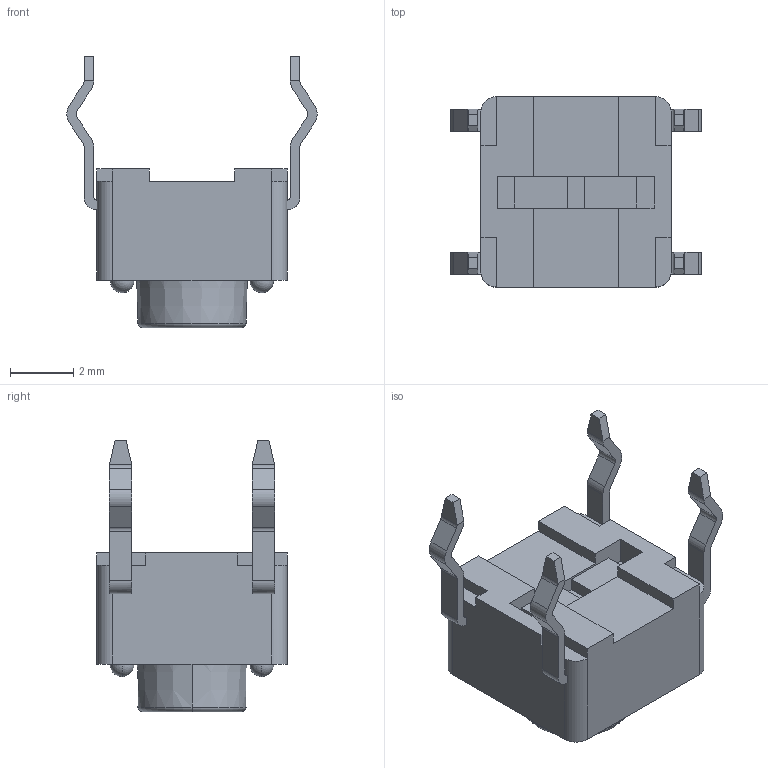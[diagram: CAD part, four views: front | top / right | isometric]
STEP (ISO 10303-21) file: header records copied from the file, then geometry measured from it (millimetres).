
FILE_DESCRIPTION (( 'STEP AP214' ), '1' );
FILE_NAME ('TL1105AF160Q.STEP', '2023-03-06T10:52:23', ( '' ), ( '' ), 'SwSTEP 2.0', 'SolidWorks 2021', '' );
FILE_SCHEMA (( 'AUTOMOTIVE_DESIGN' ));
Length unit declared in the file: inch
Products named in the file (1): TL1105AF160Q
Bounding box: 7.89 x 6 x 8.55 mm (x, y, z)
Volume: 109.3 mm3; surface area: 317 mm2
Topology: 1 solids, 2 shells, 232 faces, 620 edges, 397 vertices
Faces by surface type: plane 144, cylinder 74, sphere 8, torus 2, cone 2, bspline 2
Entity records: 7142 total; most frequent: CARTESIAN_POINT 1340, ORIENTED_EDGE 1204, DIRECTION 1196, EDGE_CURVE 602, LINE 434, VECTOR 434, VERTEX_POINT 389, AXIS2_PLACEMENT_3D 381
